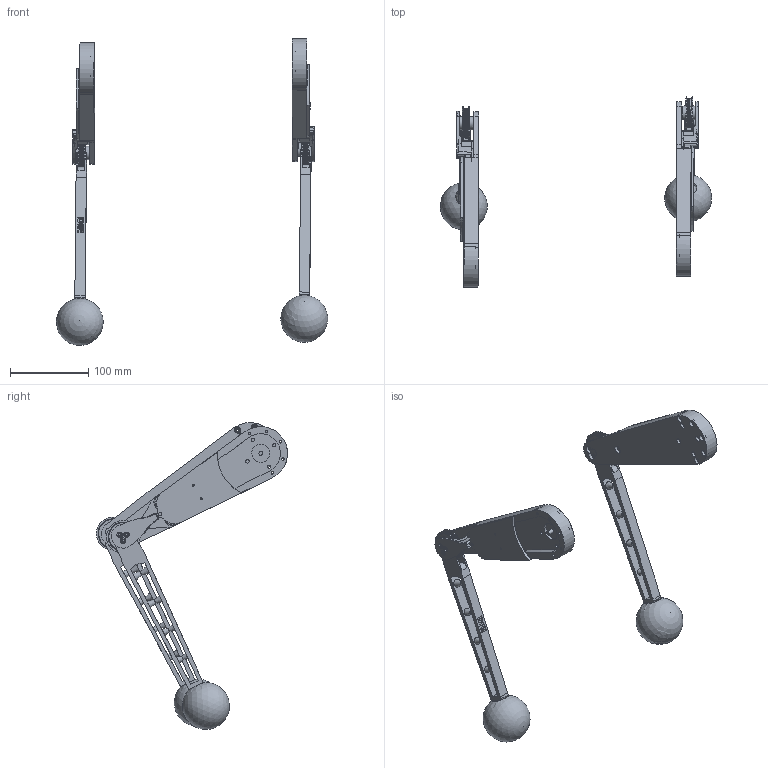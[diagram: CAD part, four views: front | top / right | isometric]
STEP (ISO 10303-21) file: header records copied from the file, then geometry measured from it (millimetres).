
FILE_DESCRIPTION(/* description */ (''),/* implementation_level */ '2;1');
FILE_NAME(/* name */ '2 piernas.step',/* time_stamp */ '2025-10-09T15:05:45-03:00',/* author */ (''),/* organization */ (''),/* preprocessor_version */ 'ST-DEVELOPER v20.1',/* originating_system */ 'Autodesk Translation Framework v14.17.0.0',/* authorisation */ '');
FILE_SCHEMA (('AUTOMOTIVE_DESIGN { 1 0 10303 214 3 1 1 }'));
Length unit declared in the file: millimetre
Products named in the file (27): Cuerpo Base; Tobillo v1; Eagle_Power_BLDC; Tobillo v1_1; BLDC_Casing; Magnet_Holder FINAL; Encoder_Magnet; 75x95x10mm_Bearing; Eagle_Power_BLDC_1; Stator; Rotar; M4_10mm_Screw; 12x28x8mm_Bearing (2); 12x28x8mm_Bearing; Anillo_NUEVO; Porta_Planeta; Gear_098; Planeta_Oficial; Sujetador; Muslo; Componente26; Rueda; Rodillo; Pata; Pie; M4_45mm_Screw (1); Componente32
Assembly tree (56 placements, depth 4):
  Cuerpo Base
    Tobillo v1
      BLDC_Casing
      Magnet_Holder FINAL
      Encoder_Magnet
      75x95x10mm_Bearing
      12x28x8mm_Bearing  x3
      Eagle_Power_BLDC
        Stator
        Rotar
      M4_10mm_Screw
      12x28x8mm_Bearing (2)
      Anillo_NUEVO
      Porta_Planeta
      Gear_098  x3
      Planeta_Oficial
      Sujetador
      Muslo
      Componente26
      Rueda
      Rodillo
      Pata
      Pie
      M4_45mm_Screw (1)
    Componente32  x2
    Tobillo v1_1
      BLDC_Casing
      Magnet_Holder FINAL
      Encoder_Magnet
      75x95x10mm_Bearing
      12x28x8mm_Bearing  x3
      Eagle_Power_BLDC_1
        Stator
        Rotar
      M4_10mm_Screw
      12x28x8mm_Bearing (2)
      Anillo_NUEVO
      Porta_Planeta
      Gear_098  x3
      Planeta_Oficial
      Sujetador
      Muslo
      Componente26
      Rueda
      Rodillo
      Pata
      Pie
      M4_45mm_Screw (1)
Bounding box: 345.77 x 243.74 x 391.31 mm (x, y, z)
Volume: 613253 mm3; surface area: 192018.7 mm2
Topology: 12 solids, 14 shells, 1420 faces, 3986 edges, 2648 vertices
Faces by surface type: cylinder 1086, plane 234, bspline 66, cone 16, torus 12, sphere 6
Full cylindrical faces by diameter (mm): 2.6 x4, 2.8 x12, 3 x4, 3.2 x38, 4.1 x6, 4.2 x10, 4.9 x2, 6 x10, 7 x14, 8 x10, 10 x6, 17 x4, 17.1 x2, 17.2 x2, 21 x2, 23 x2, 42 x4
Entity records: 25504 total; most frequent: CARTESIAN_POINT 5083, DIRECTION 4577, ORIENTED_EDGE 3974, EDGE_CURVE 1987, AXIS2_PLACEMENT_3D 1900, VERTEX_POINT 1324, CIRCLE 1124, EDGE_LOOP 827
